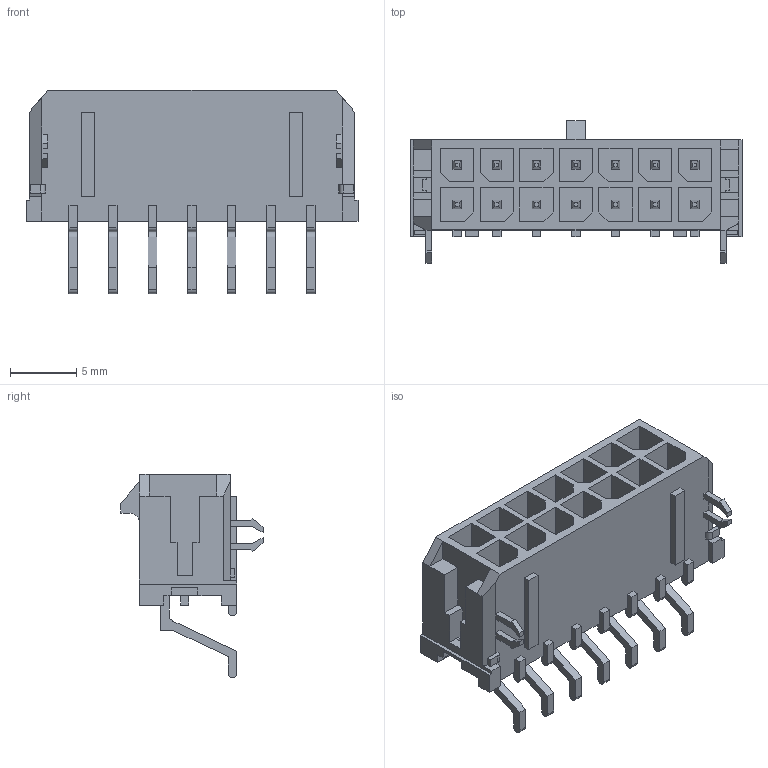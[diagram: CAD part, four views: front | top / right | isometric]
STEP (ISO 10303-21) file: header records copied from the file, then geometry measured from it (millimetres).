
FILE_DESCRIPTION((''),'2;1');
FILE_NAME('430451406','2016-02-03T',('me'),(''),'PRO/ENGINEER BY PARAMETRIC TECHNOLOGY CORPORATION, 2011490','PRO/ENGINEER BY PARAMETRIC TECHNOLOGY CORPORATION, 2011490','');
FILE_SCHEMA(('CONFIG_CONTROL_DESIGN'));
Length unit declared in the file: millimetre
Products named in the file (1): 430451406
Bounding box: 25.15 x 10.77 x 15.4 mm (x, y, z)
Volume: 1011 mm3; surface area: 2379.5 mm2
Topology: 1 solids, 8 shells, 631 faces, 1677 edges, 1096 vertices
Faces by surface type: plane 607, cylinder 24
Entity records: 18988 total; most frequent: CARTESIAN_POINT 3341, ORIENTED_EDGE 3230, DIRECTION 2993, VECTOR 1625, LINE 1625, EDGE_CURVE 1615, VERTEX_POINT 1032, AXIS2_PLACEMENT_3D 684
